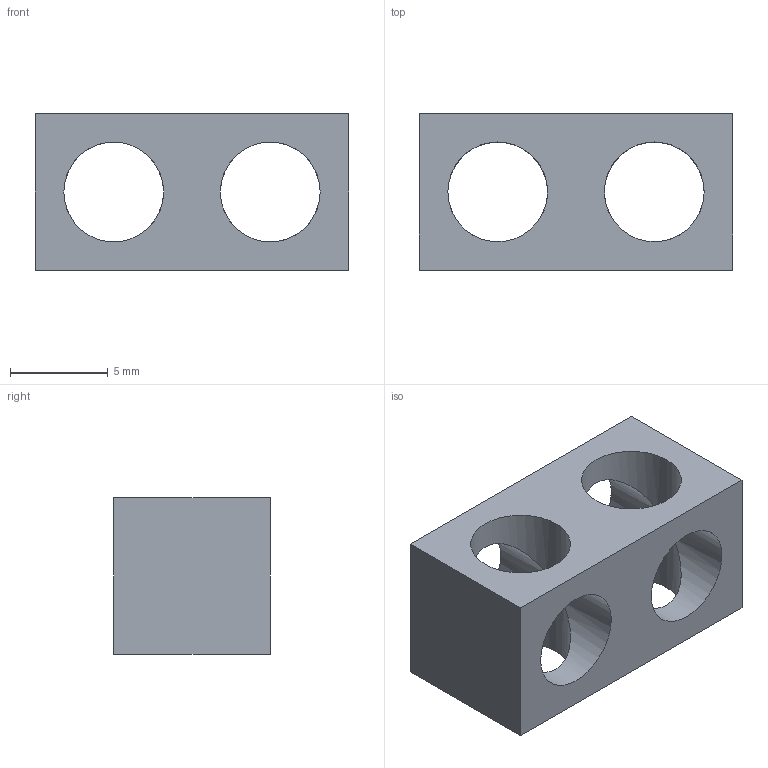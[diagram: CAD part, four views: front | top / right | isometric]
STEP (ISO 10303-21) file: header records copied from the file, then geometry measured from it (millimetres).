
FILE_DESCRIPTION(/* description */ (''),/* implementation_level */ '2;1');
FILE_NAME(/* name */ 'beam-2x1 v1.step',/* time_stamp */ '2021-12-25T17:07:49-05:00',/* author */ (''),/* organization */ (''),/* preprocessor_version */ 'ST-DEVELOPER v18.1',/* originating_system */ 'Autodesk Translation Framework v10.10.0.1391',/* authorisation */ '');
FILE_SCHEMA (('AUTOMOTIVE_DESIGN { 1 0 10303 214 3 1 1 }'));
Length unit declared in the file: millimetre
Products named in the file (1): beam-2x1
Bounding box: 16 x 8 x 8 mm (x, y, z)
Volume: 547.2 mm3; surface area: 781.2 mm2
Topology: 1 solids, 1 shells, 14 faces, 40 edges, 24 vertices
Faces by surface type: cylinder 8, plane 6
Full cylindrical faces by diameter (mm): 5.1 x8
Entity records: 517 total; most frequent: DIRECTION 90, ORIENTED_EDGE 80, CARTESIAN_POINT 79, EDGE_CURVE 40, AXIS2_PLACEMENT_3D 35, VERTEX_POINT 24, EDGE_LOOP 22, LINE 20
